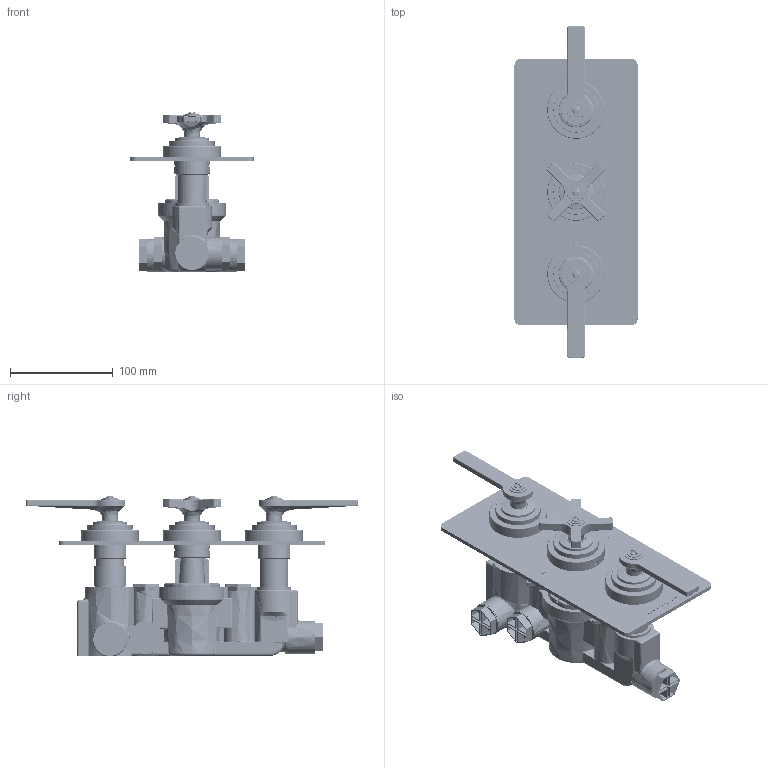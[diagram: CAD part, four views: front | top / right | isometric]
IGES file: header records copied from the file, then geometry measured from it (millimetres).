
Global section: file name: V703-TLF; native system: Autodesk Inventor 2018; preprocessor: unknown; author: adaniels; date: 20171003.110444; units: millimetre
Bounding box: 120 x 323.79 x 156.44 mm (x, y, z)
Volume: 708056.6 mm3; surface area: 414924.2 mm2
Topology: 85 solids, 90 shells, 4016 faces, 10924 edges, 7312 vertices
Faces by surface type: bspline 4016
